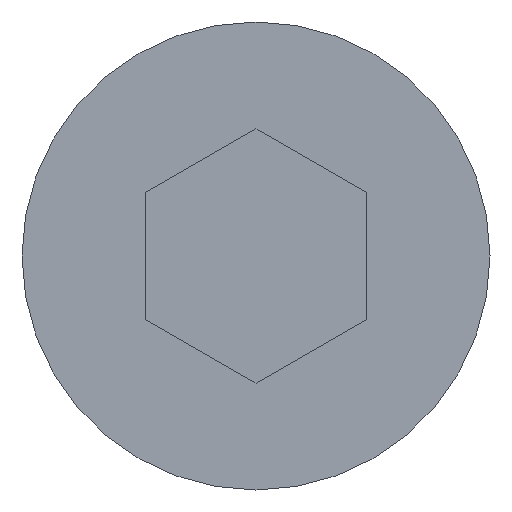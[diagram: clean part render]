
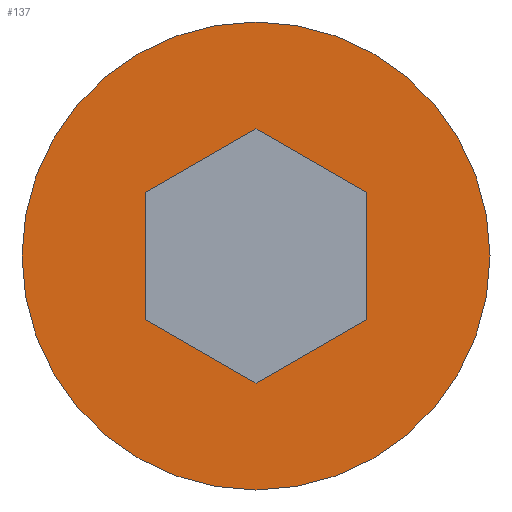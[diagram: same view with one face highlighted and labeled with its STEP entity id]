
A CAD part, left-side view. The second image highlights one B-rep face of the part: STEP entity #137.
In plain terms, the highlighted planar face has unit normal (-1, 0, 0).
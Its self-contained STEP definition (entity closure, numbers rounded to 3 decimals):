
#1 = LINE ( 'NONE', #142, #234 ) ;
#6 = FACE_OUTER_BOUND ( 'NONE', #331, .T. ) ;
#10 = VECTOR ( 'NONE', #177, 1000. ) ;
#28 = CARTESIAN_POINT ( 'NONE',  ( -5., -2., 0. ) ) ;
#29 = CARTESIAN_POINT ( 'NONE',  ( -5., -2., -1.155 ) ) ;
#30 = CARTESIAN_POINT ( 'NONE',  ( -5., 3.28, 0. ) ) ;
#32 = VECTOR ( 'NONE', #62, 1000. ) ;
#37 = DIRECTION ( 'NONE',  ( -1., 0., 0. ) ) ;
#41 = EDGE_CURVE ( 'NONE', #187, #376, #194, .T. ) ;
#49 = LINE ( 'NONE', #401, #422 ) ;
#62 = DIRECTION ( 'NONE',  ( 0., 0.866, -0.5 ) ) ;
#69 = EDGE_CURVE ( 'NONE', #243, #342, #106, .T. ) ;
#86 = AXIS2_PLACEMENT_3D ( 'NONE', #259, #221, #332 ) ;
#102 = CARTESIAN_POINT ( 'NONE',  ( -5., 0., -2.309 ) ) ;
#106 = CIRCLE ( 'NONE', #86, 4.25 ) ;
#107 = ORIENTED_EDGE ( 'NONE', *, *, #111, .T. ) ;
#109 = CARTESIAN_POINT ( 'NONE',  ( -5., 0., 2.309 ) ) ;
#111 = EDGE_CURVE ( 'NONE', #406, #215, #412, .T. ) ;
#115 = EDGE_CURVE ( 'NONE', #215, #187, #360, .T. ) ;
#119 = AXIS2_PLACEMENT_3D ( 'NONE', #274, #130, #126 ) ;
#122 = VERTEX_POINT ( 'NONE', #102 ) ;
#126 = DIRECTION ( 'NONE',  ( 0., 0., 1. ) ) ;
#127 = VECTOR ( 'NONE', #440, 1000. ) ;
#130 = DIRECTION ( 'NONE',  ( 1., 0., 0. ) ) ;
#131 = CARTESIAN_POINT ( 'NONE',  ( -5., -2., -1.155 ) ) ;
#137 = ADVANCED_FACE ( 'NONE', ( #459, #6 ), #443, .T. ) ;
#138 = EDGE_CURVE ( 'NONE', #122, #273, #1, .T. ) ;
#141 = EDGE_CURVE ( 'NONE', #273, #406, #49, .T. ) ;
#142 = CARTESIAN_POINT ( 'NONE',  ( -5., 0., -2.309 ) ) ;
#171 = CARTESIAN_POINT ( 'NONE',  ( -5., 2., 1.155 ) ) ;
#177 = DIRECTION ( 'NONE',  ( 0., -0.866, -0.5 ) ) ;
#178 = ORIENTED_EDGE ( 'NONE', *, *, #141, .T. ) ;
#187 = VERTEX_POINT ( 'NONE', #335 ) ;
#194 = LINE ( 'NONE', #28, #353 ) ;
#195 = AXIS2_PLACEMENT_3D ( 'NONE', #30, #37, #295 ) ;
#206 = EDGE_CURVE ( 'NONE', #342, #243, #374, .T. ) ;
#208 = ORIENTED_EDGE ( 'NONE', *, *, #426, .T. ) ;
#213 = DIRECTION ( 'NONE',  ( 0., 0., 1. ) ) ;
#215 = VERTEX_POINT ( 'NONE', #404 ) ;
#221 = DIRECTION ( 'NONE',  ( 1., 0., 0. ) ) ;
#225 = LINE ( 'NONE', #131, #32 ) ;
#234 = VECTOR ( 'NONE', #478, 1000. ) ;
#235 = ORIENTED_EDGE ( 'NONE', *, *, #138, .T. ) ;
#243 = VERTEX_POINT ( 'NONE', #456 ) ;
#255 = CARTESIAN_POINT ( 'NONE',  ( -5., 2., 1.155 ) ) ;
#259 = CARTESIAN_POINT ( 'NONE',  ( -5., 0., 0. ) ) ;
#273 = VERTEX_POINT ( 'NONE', #382 ) ;
#274 = CARTESIAN_POINT ( 'NONE',  ( -5., 0., 0. ) ) ;
#279 = EDGE_LOOP ( 'NONE', ( #208, #235, #178, #107, #354, #307 ) ) ;
#295 = DIRECTION ( 'NONE',  ( 0., 0., 1. ) ) ;
#307 = ORIENTED_EDGE ( 'NONE', *, *, #41, .T. ) ;
#324 = ORIENTED_EDGE ( 'NONE', *, *, #69, .F. ) ;
#327 = DIRECTION ( 'NONE',  ( 0., 0., -1. ) ) ;
#331 = EDGE_LOOP ( 'NONE', ( #334, #324 ) ) ;
#332 = DIRECTION ( 'NONE',  ( 0., 0., 1. ) ) ;
#334 = ORIENTED_EDGE ( 'NONE', *, *, #206, .F. ) ;
#335 = CARTESIAN_POINT ( 'NONE',  ( -5., -2., 1.155 ) ) ;
#342 = VERTEX_POINT ( 'NONE', #420 ) ;
#353 = VECTOR ( 'NONE', #327, 1000. ) ;
#354 = ORIENTED_EDGE ( 'NONE', *, *, #115, .T. ) ;
#360 = LINE ( 'NONE', #109, #10 ) ;
#374 = CIRCLE ( 'NONE', #119, 4.25 ) ;
#376 = VERTEX_POINT ( 'NONE', #29 ) ;
#382 = CARTESIAN_POINT ( 'NONE',  ( -5., 2., -1.155 ) ) ;
#401 = CARTESIAN_POINT ( 'NONE',  ( -5., 2., 0. ) ) ;
#404 = CARTESIAN_POINT ( 'NONE',  ( -5., 0., 2.309 ) ) ;
#406 = VERTEX_POINT ( 'NONE', #171 ) ;
#412 = LINE ( 'NONE', #255, #127 ) ;
#420 = CARTESIAN_POINT ( 'NONE',  ( -5., 0., 4.25 ) ) ;
#422 = VECTOR ( 'NONE', #213, 1000. ) ;
#426 = EDGE_CURVE ( 'NONE', #376, #122, #225, .T. ) ;
#440 = DIRECTION ( 'NONE',  ( 0., -0.866, 0.5 ) ) ;
#443 = PLANE ( 'NONE',  #195 ) ;
#456 = CARTESIAN_POINT ( 'NONE',  ( -5., 0., -4.25 ) ) ;
#459 = FACE_BOUND ( 'NONE', #279, .T. ) ;
#478 = DIRECTION ( 'NONE',  ( 0., 0.866, 0.5 ) ) ;
